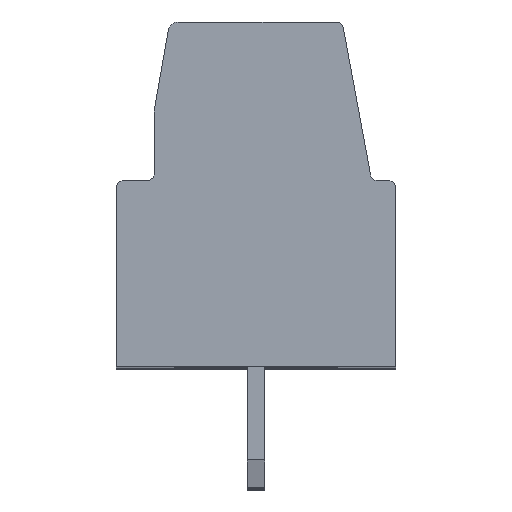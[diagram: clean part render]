
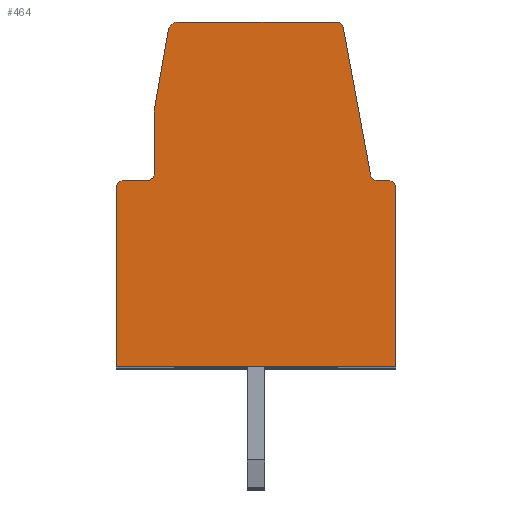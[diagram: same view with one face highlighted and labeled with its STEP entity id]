
A CAD part, top view. The second image highlights one B-rep face of the part: STEP entity #464.
In plain terms, the highlighted planar face has unit normal (0, 0, 1).
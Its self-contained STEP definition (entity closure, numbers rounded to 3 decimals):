
#464 = ADVANCED_FACE( '', ( #958 ), #959, .F. );
#958 = FACE_OUTER_BOUND( '', #1508, .T. );
#959 = PLANE( '', #1509 );
#1508 = EDGE_LOOP( '', ( #2608, #2609, #2610, #2611, #2612, #2613, #2614, #2615, #2616, #2617, #2618, #2619, #2620, #2621, #2622 ) );
#1509 = AXIS2_PLACEMENT_3D( '', #2623, #2624, #2625 );
#2608 = ORIENTED_EDGE( '', *, *, #3905, .T. );
#2609 = ORIENTED_EDGE( '', *, *, #3901, .T. );
#2610 = ORIENTED_EDGE( '', *, *, #3516, .F. );
#2611 = ORIENTED_EDGE( '', *, *, #3906, .T. );
#2612 = ORIENTED_EDGE( '', *, *, #3907, .T. );
#2613 = ORIENTED_EDGE( '', *, *, #3908, .T. );
#2614 = ORIENTED_EDGE( '', *, *, #3909, .T. );
#2615 = ORIENTED_EDGE( '', *, *, #3910, .T. );
#2616 = ORIENTED_EDGE( '', *, *, #3911, .F. );
#2617 = ORIENTED_EDGE( '', *, *, #3912, .T. );
#2618 = ORIENTED_EDGE( '', *, *, #3784, .F. );
#2619 = ORIENTED_EDGE( '', *, *, #3913, .T. );
#2620 = ORIENTED_EDGE( '', *, *, #3621, .T. );
#2621 = ORIENTED_EDGE( '', *, *, #3914, .T. );
#2622 = ORIENTED_EDGE( '', *, *, #3915, .F. );
#2623 = CARTESIAN_POINT( '', ( 0.81, -4.4, 0. ) );
#2624 = DIRECTION( '', ( 0., 0., -1. ) );
#2625 = DIRECTION( '', ( 0., 1., 0. ) );
#3516 = EDGE_CURVE( '', #4223, #4225, #4226, .T. );
#3621 = EDGE_CURVE( '', #4405, #4409, #4411, .T. );
#3784 = EDGE_CURVE( '', #4668, #4670, #4671, .T. );
#3901 = EDGE_CURVE( '', #4836, #4225, #4837, .T. );
#3905 = EDGE_CURVE( '', #4842, #4836, #4843, .T. );
#3906 = EDGE_CURVE( '', #4223, #4844, #4845, .T. );
#3907 = EDGE_CURVE( '', #4844, #4846, #4847, .T. );
#3908 = EDGE_CURVE( '', #4846, #4848, #4849, .T. );
#3909 = EDGE_CURVE( '', #4848, #4850, #4851, .T. );
#3910 = EDGE_CURVE( '', #4850, #4852, #4853, .T. );
#3911 = EDGE_CURVE( '', #4854, #4852, #4855, .T. );
#3912 = EDGE_CURVE( '', #4854, #4670, #4856, .T. );
#3913 = EDGE_CURVE( '', #4668, #4405, #4857, .T. );
#3914 = EDGE_CURVE( '', #4409, #4858, #4859, .T. );
#3915 = EDGE_CURVE( '', #4842, #4858, #4860, .T. );
#4223 = VERTEX_POINT( '', #5249 );
#4225 = VERTEX_POINT( '', #5252 );
#4226 = CIRCLE( '', #5253, 0.2 );
#4405 = VERTEX_POINT( '', #5509 );
#4409 = VERTEX_POINT( '', #5514 );
#4411 = CIRCLE( '', #5517, 0.2 );
#4668 = VERTEX_POINT( '', #5884 );
#4670 = VERTEX_POINT( '', #5887 );
#4671 = CIRCLE( '', #5888, 0.2 );
#4836 = VERTEX_POINT( '', #6132 );
#4837 = LINE( '', #6133, #6134 );
#4842 = VERTEX_POINT( '', #6141 );
#4843 = LINE( '', #6142, #6143 );
#4844 = VERTEX_POINT( '', #6144 );
#4845 = LINE( '', #6145, #6146 );
#4846 = VERTEX_POINT( '', #6147 );
#4847 = CIRCLE( '', #6148, 0.2 );
#4848 = VERTEX_POINT( '', #6149 );
#4849 = LINE( '', #6150, #6151 );
#4850 = VERTEX_POINT( '', #6152 );
#4851 = LINE( '', #6153, #6154 );
#4852 = VERTEX_POINT( '', #6155 );
#4853 = LINE( '', #6156, #6157 );
#4854 = VERTEX_POINT( '', #6158 );
#4855 = CIRCLE( '', #6159, 0.2 );
#4856 = LINE( '', #6160, #6161 );
#4857 = LINE( '', #6162, #6163 );
#4858 = VERTEX_POINT( '', #6164 );
#4859 = LINE( '', #6165, #6166 );
#4860 = CIRCLE( '', #6167, 0.3 );
#5249 = CARTESIAN_POINT( '', ( -7.2, 5.4, 0. ) );
#5252 = CARTESIAN_POINT( '', ( -7., 5.6, 0. ) );
#5253 = AXIS2_PLACEMENT_3D( '', #6594, #6595, #6596 );
#5509 = CARTESIAN_POINT( '', ( -1.52, 9.836, 0. ) );
#5514 = CARTESIAN_POINT( '', ( -1.716, 10., 0. ) );
#5517 = AXIS2_PLACEMENT_3D( '', #6709, #6710, #6711 );
#5884 = CARTESIAN_POINT( '', ( -0.728, 5.564, 0. ) );
#5887 = CARTESIAN_POINT( '', ( -0.531, 5.4, 0. ) );
#5888 = AXIS2_PLACEMENT_3D( '', #6877, #6878, #6879 );
#6132 = CARTESIAN_POINT( '', ( -7., 7.448, 0. ) );
#6133 = CARTESIAN_POINT( '', ( -7., -18.438, 0. ) );
#6134 = VECTOR( '', #6983, 1000. );
#6141 = CARTESIAN_POINT( '', ( -6.594, 9.752, 0. ) );
#6142 = CARTESIAN_POINT( '', ( -11.564, -18.438, 0. ) );
#6143 = VECTOR( '', #6986, 1000. );
#6144 = CARTESIAN_POINT( '', ( -7.9, 5.4, 0. ) );
#6145 = CARTESIAN_POINT( '', ( -16.414, 5.4, 0. ) );
#6146 = VECTOR( '', #6987, 1000. );
#6147 = CARTESIAN_POINT( '', ( -8.1, 5.2, 0. ) );
#6148 = AXIS2_PLACEMENT_3D( '', #6988, #6989, #6990 );
#6149 = CARTESIAN_POINT( '', ( -8.1, 0., 0. ) );
#6150 = CARTESIAN_POINT( '', ( -8.1, -18.438, 0. ) );
#6151 = VECTOR( '', #6991, 1000. );
#6152 = CARTESIAN_POINT( '', ( 0., 0., 0. ) );
#6153 = CARTESIAN_POINT( '', ( -16.414, 0., 0. ) );
#6154 = VECTOR( '', #6992, 1000. );
#6155 = CARTESIAN_POINT( '', ( 0., 5.2, 0. ) );
#6156 = CARTESIAN_POINT( '', ( 0., -18.438, 0. ) );
#6157 = VECTOR( '', #6993, 1000. );
#6158 = CARTESIAN_POINT( '', ( -0.2, 5.4, 0. ) );
#6159 = AXIS2_PLACEMENT_3D( '', #6994, #6995, #6996 );
#6160 = CARTESIAN_POINT( '', ( -16.414, 5.4, 0. ) );
#6161 = VECTOR( '', #6997, 1000. );
#6162 = CARTESIAN_POINT( '', ( 3.721, -18.438, 0. ) );
#6163 = VECTOR( '', #6998, 1000. );
#6164 = CARTESIAN_POINT( '', ( -6.298, 10., 0. ) );
#6165 = CARTESIAN_POINT( '', ( -16.414, 10., 0. ) );
#6166 = VECTOR( '', #6999, 1000. );
#6167 = AXIS2_PLACEMENT_3D( '', #7000, #7001, #7002 );
#6594 = CARTESIAN_POINT( '', ( -7.2, 5.6, 0. ) );
#6595 = DIRECTION( '', ( 0., 0., 1. ) );
#6596 = DIRECTION( '', ( 1., 0., 0. ) );
#6709 = CARTESIAN_POINT( '', ( -1.716, 9.8, 0. ) );
#6710 = DIRECTION( '', ( 0., 0., 1. ) );
#6711 = DIRECTION( '', ( 1., 0., 0. ) );
#6877 = CARTESIAN_POINT( '', ( -0.531, 5.6, 0. ) );
#6878 = DIRECTION( '', ( 0., 0., 1. ) );
#6879 = DIRECTION( '', ( 1., 0., 0. ) );
#6983 = DIRECTION( '', ( 0., -1., 0. ) );
#6986 = DIRECTION( '', ( -0.174, -0.985, 0. ) );
#6987 = DIRECTION( '', ( -1., 0., 0. ) );
#6988 = CARTESIAN_POINT( '', ( -7.9, 5.2, 0. ) );
#6989 = DIRECTION( '', ( 0., 0., 1. ) );
#6990 = DIRECTION( '', ( 1., 0., 0. ) );
#6991 = DIRECTION( '', ( 0., -1., 0. ) );
#6992 = DIRECTION( '', ( 1., 0., 0. ) );
#6993 = DIRECTION( '', ( 0., 1., 0. ) );
#6994 = CARTESIAN_POINT( '', ( -0.2, 5.2, 0. ) );
#6995 = DIRECTION( '', ( 0., 0., -1. ) );
#6996 = DIRECTION( '', ( -1., 0., 0. ) );
#6997 = DIRECTION( '', ( -1., 0., 0. ) );
#6998 = DIRECTION( '', ( -0.182, 0.983, 0. ) );
#6999 = DIRECTION( '', ( -1., 0., 0. ) );
#7000 = CARTESIAN_POINT( '', ( -6.298, 9.7, 0. ) );
#7001 = DIRECTION( '', ( 0., 0., -1. ) );
#7002 = DIRECTION( '', ( -1., 0., 0. ) );
